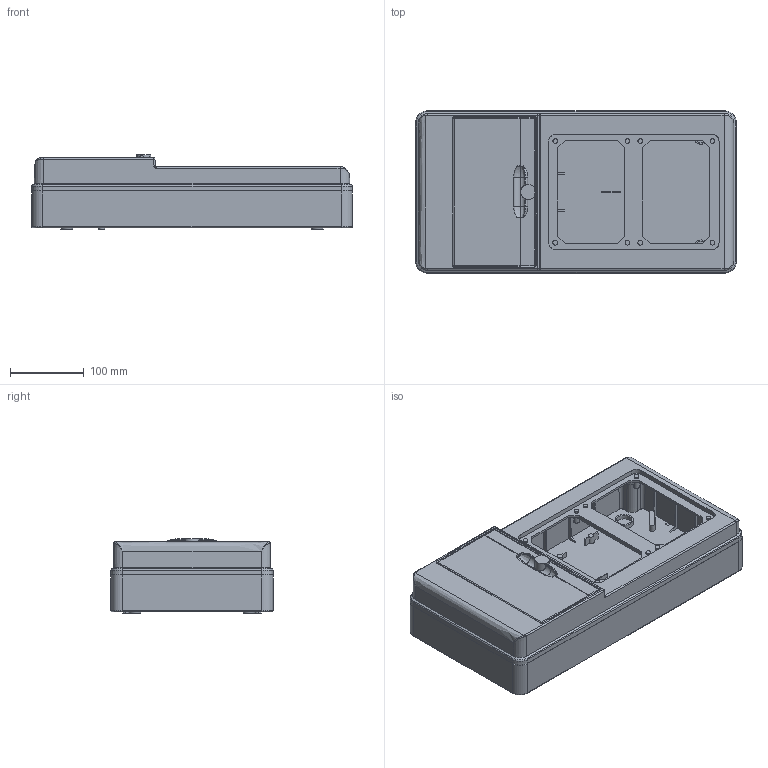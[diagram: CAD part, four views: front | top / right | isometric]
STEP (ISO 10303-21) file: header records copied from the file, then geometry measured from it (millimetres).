
FILE_DESCRIPTION((''),'2;1');
FILE_NAME('GW68019N_1_ASM','2021-03-23T13:05:36',('User'),('Axiro Italia'),'CREO PARAMETRIC BY PTC INC, 2020354','CREO PARAMETRIC BY PTC INC, 2020354','');
FILE_SCHEMA(('CONFIG_CONTROL_DESIGN'));
Length unit declared in the file: millimetre
Products named in the file (3): 5525059_FONDO_QDIN_10M; 55524011H_FRONTALE_QDIN_10M_2FL; GW68019N_1_ASM
Assembly tree (2 placements, depth 2):
  GW68019N_1_ASM
    5525059_FONDO_QDIN_10M
    55524011H_FRONTALE_QDIN_10M_2FL
Bounding box: 435 x 220 x 101.17 mm (x, y, z)
Volume: 1748191.8 mm3; surface area: 610085.2 mm2
Topology: 2 solids, 2 shells, 839 faces, 2265 edges, 1474 vertices
Faces by surface type: plane 466, cone 180, cylinder 109, bspline 54, torus 20, extrusion 6, sphere 4
Entity records: 41399 total; most frequent: CARTESIAN_POINT 20694, ORIENTED_EDGE 4518, DIRECTION 3962, EDGE_CURVE 2259, VERTEX_POINT 1474, VECTOR 1420, LINE 1414, AXIS2_PLACEMENT_3D 1271
